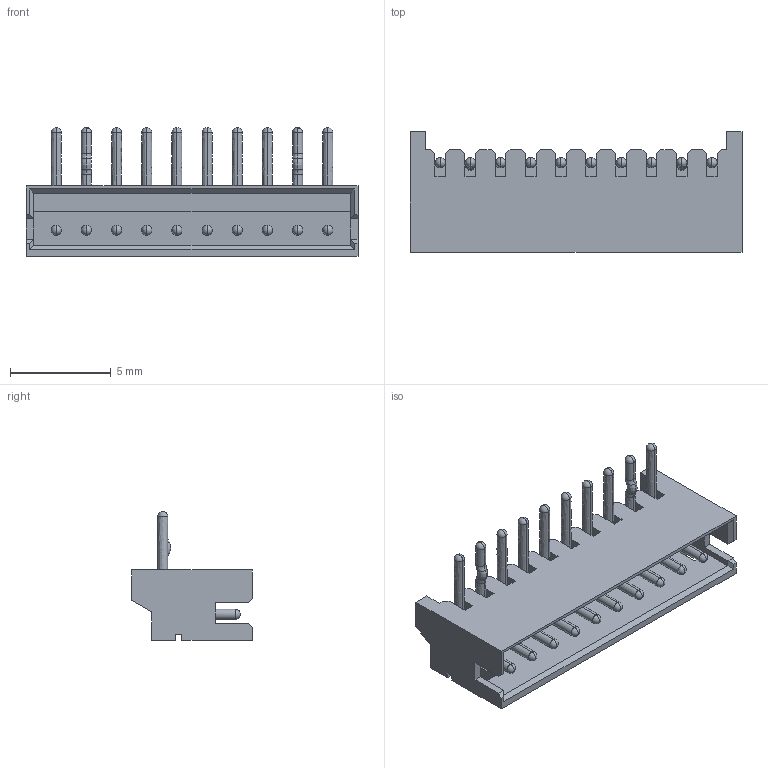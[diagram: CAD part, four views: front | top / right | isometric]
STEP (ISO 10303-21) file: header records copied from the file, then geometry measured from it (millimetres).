
FILE_DESCRIPTION( ('This file contains a STEP AP42 implementation' ,'as created by ZW3D STEP Interface translator.') ,'2;1' );
FILE_NAME( 'WF1501-WRXXXX1.stp' ,'23 417.162326', (''), ('ZWCAD Software Co.'), 'Version 1.0', 'ZW3D to STEP translator', '' );
FILE_SCHEMA(('AUTOMOTIVE_DESIGN { 1 0 10303 214 1 1 1 1 }'));
Length unit declared in the file: millimetre
Products named in the file (2): 0; WF1501-WRXXXX1
Bounding box: 16.5 x 6 x 6.4 mm (x, y, z)
Volume: 140.6 mm3; surface area: 582.3 mm2
Topology: 1 solids, 1 shells, 286 faces, 811 edges, 485 vertices
Faces by surface type: plane 122, bspline 106, sphere 40, cone 18
Entity records: 14452 total; most frequent: CARTESIAN_POINT 8163, ORIENTED_EDGE 1518, DIRECTION 831, EDGE_CURVE 759, VERTEX_POINT 485, VECTOR 389, LINE 389, EDGE_LOOP 300
